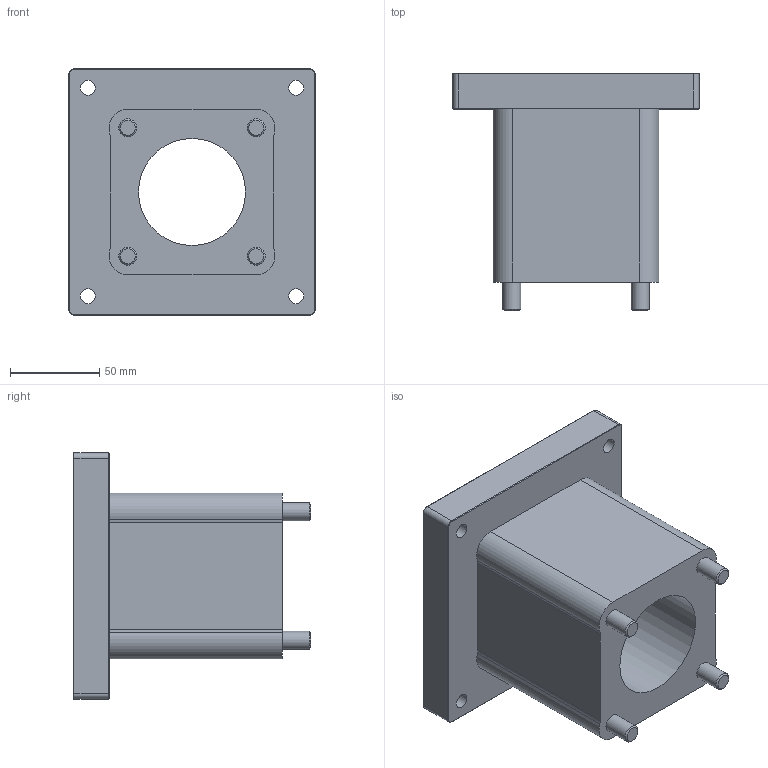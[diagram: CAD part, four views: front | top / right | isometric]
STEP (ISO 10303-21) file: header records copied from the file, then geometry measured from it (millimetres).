
FILE_DESCRIPTION(/* description */ (''),/* implementation_level */ '2;1');
FILE_NAME(/* name */ 'CAD_106408.stp',/* time_stamp */ '2020-01-28T08:34:24+01:00',/* author */ ('Hypex'),/* organization */ ('Hypex'),/* preprocessor_version */ 'ST-DEVELOPER v18',/* originating_system */ 'Autodesk Inventor 2020',/* authorisation */ '');
FILE_SCHEMA (('AUTOMOTIVE_DESIGN { 1 0 10303 214 3 1 1 }'));
Length unit declared in the file: millimetre
Products named in the file (1): CAD_102294
Bounding box: 138 x 133 x 138 mm (x, y, z)
Volume: 801589 mm3; surface area: 105029.6 mm2
Topology: 1 solids, 1 shells, 67 faces, 152 edges, 97 vertices
Faces by surface type: plane 28, cylinder 26, cone 13
Full cylindrical faces by diameter (mm): 8.376 x4, 10 x4, 14 x4, 60 x1, 130 x1
Entity records: 1956 total; most frequent: DIRECTION 361, CARTESIAN_POINT 317, ORIENTED_EDGE 304, EDGE_CURVE 152, AXIS2_PLACEMENT_3D 141, VERTEX_POINT 97, EDGE_LOOP 87, LINE 79
